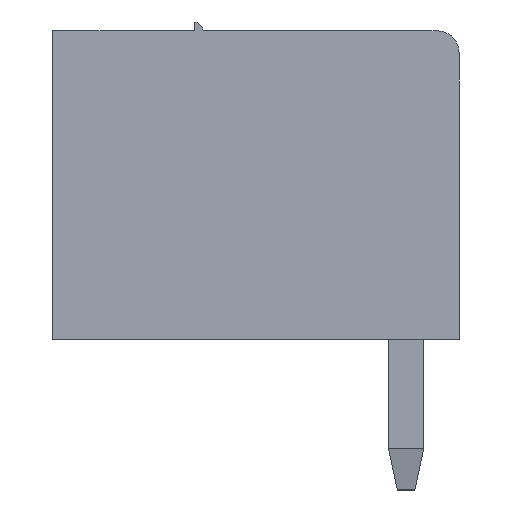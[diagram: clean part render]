
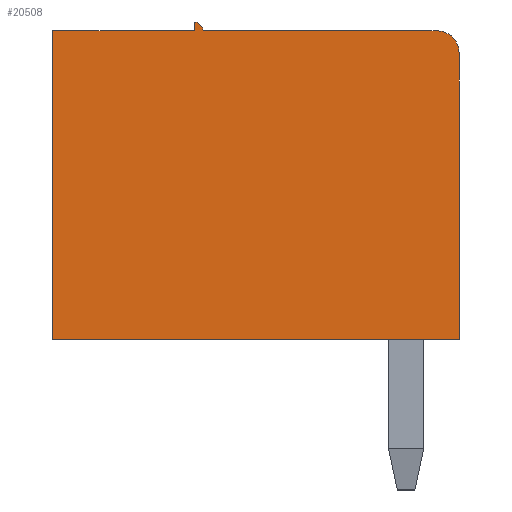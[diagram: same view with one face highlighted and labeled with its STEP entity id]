
A CAD part, left-side view. The second image highlights one B-rep face of the part: STEP entity #20508.
In plain terms, the highlighted planar face has unit normal (-1, 0, 0).
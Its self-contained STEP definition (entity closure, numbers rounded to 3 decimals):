
#376 = ORIENTED_EDGE ( 'NONE', *, *, #1134, .T. ) ;
#456 = CARTESIAN_POINT ( 'NONE',  ( 0., 0.5, 7. ) ) ;
#741 = ORIENTED_EDGE ( 'NONE', *, *, #35754, .T. ) ;
#1134 = EDGE_CURVE ( 'NONE', #5930, #12258, #22953, .T. ) ;
#1354 = VERTEX_POINT ( 'NONE', #456 ) ;
#1793 = ORIENTED_EDGE ( 'NONE', *, *, #8187, .F. ) ;
#1946 = CARTESIAN_POINT ( 'NONE',  ( 0., 9.2, 7. ) ) ;
#2091 = CARTESIAN_POINT ( 'NONE',  ( 0., 0., 7. ) ) ;
#2408 = ORIENTED_EDGE ( 'NONE', *, *, #38586, .F. ) ;
#2614 = CARTESIAN_POINT ( 'NONE',  ( 0., 0.5, 6.5 ) ) ;
#2915 = VECTOR ( 'NONE', #32186, 1000. ) ;
#3153 = DIRECTION ( 'NONE',  ( 1., 0., 0. ) ) ;
#3192 = LINE ( 'NONE', #15229, #33984 ) ;
#4106 = VECTOR ( 'NONE', #14733, 1000. ) ;
#4505 = CARTESIAN_POINT ( 'NONE',  ( 0., 6., 7.2 ) ) ;
#5930 = VERTEX_POINT ( 'NONE', #10812 ) ;
#6196 = EDGE_CURVE ( 'NONE', #39442, #5930, #17145, .T. ) ;
#6217 = DIRECTION ( 'NONE',  ( 0., 0., 1. ) ) ;
#6671 = ORIENTED_EDGE ( 'NONE', *, *, #6196, .T. ) ;
#8187 = EDGE_CURVE ( 'NONE', #11007, #1354, #31994, .T. ) ;
#8920 = CARTESIAN_POINT ( 'NONE',  ( 0., 9.2, 7. ) ) ;
#10128 = CARTESIAN_POINT ( 'NONE',  ( 0., 9.2, 0. ) ) ;
#10812 = CARTESIAN_POINT ( 'NONE',  ( 0., 0., 0. ) ) ;
#11007 = VERTEX_POINT ( 'NONE', #22005 ) ;
#12151 = VECTOR ( 'NONE', #17764, 1000. ) ;
#12258 = VERTEX_POINT ( 'NONE', #21840 ) ;
#13697 = AXIS2_PLACEMENT_3D ( 'NONE', #8920, #3153, #15356 ) ;
#14550 = CARTESIAN_POINT ( 'NONE',  ( 0., 9.2, 0. ) ) ;
#14733 = DIRECTION ( 'NONE',  ( 0., -1., 0. ) ) ;
#14901 = VECTOR ( 'NONE', #29420, 1000. ) ;
#15020 = VERTEX_POINT ( 'NONE', #39383 ) ;
#15229 = CARTESIAN_POINT ( 'NONE',  ( 0., 9.2, 7. ) ) ;
#15356 = DIRECTION ( 'NONE',  ( 0., 0., -1. ) ) ;
#16372 = EDGE_LOOP ( 'NONE', ( #376, #741, #1793, #16470, #32354, #35863, #2408, #6671 ) ) ;
#16431 = EDGE_CURVE ( 'NONE', #35176, #15020, #36126, .T. ) ;
#16470 = ORIENTED_EDGE ( 'NONE', *, *, #29133, .T. ) ;
#17093 = LINE ( 'NONE', #23130, #33655 ) ;
#17145 = LINE ( 'NONE', #14550, #4106 ) ;
#17764 = DIRECTION ( 'NONE',  ( 0., -1., 0. ) ) ;
#19406 = CIRCLE ( 'NONE', #20726, 0.5 ) ;
#20508 = ADVANCED_FACE ( 'NONE', ( #36361 ), #30684, .F. ) ;
#20726 = AXIS2_PLACEMENT_3D ( 'NONE', #2614, #27127, #39348 ) ;
#20738 = AXIS2_PLACEMENT_3D ( 'NONE', #36836, #24754, #6217 ) ;
#21840 = CARTESIAN_POINT ( 'NONE',  ( 0., 0., 6.5 ) ) ;
#22005 = CARTESIAN_POINT ( 'NONE',  ( 0., 5.8, 7. ) ) ;
#22953 = LINE ( 'NONE', #2091, #14901 ) ;
#23130 = CARTESIAN_POINT ( 'NONE',  ( 0., 6., 7. ) ) ;
#24575 = CARTESIAN_POINT ( 'NONE',  ( 0., 9.2, 7. ) ) ;
#24754 = DIRECTION ( 'NONE',  ( -1., 0., 0. ) ) ;
#26368 = CARTESIAN_POINT ( 'NONE',  ( 0., 9.2, 7. ) ) ;
#26383 = DIRECTION ( 'NONE',  ( 0., 0., -1. ) ) ;
#27127 = DIRECTION ( 'NONE',  ( -1., 0., 0. ) ) ;
#27527 = DIRECTION ( 'NONE',  ( 0., 0., 1. ) ) ;
#29133 = EDGE_CURVE ( 'NONE', #11007, #36811, #34871, .T. ) ;
#29420 = DIRECTION ( 'NONE',  ( 0., 0., 1. ) ) ;
#30684 = PLANE ( 'NONE',  #13697 ) ;
#31847 = EDGE_CURVE ( 'NONE', #36811, #15020, #17093, .T. ) ;
#31994 = LINE ( 'NONE', #26368, #2915 ) ;
#32186 = DIRECTION ( 'NONE',  ( 0., -1., 0. ) ) ;
#32354 = ORIENTED_EDGE ( 'NONE', *, *, #31847, .T. ) ;
#33655 = VECTOR ( 'NONE', #26383, 1000. ) ;
#33984 = VECTOR ( 'NONE', #27527, 1000. ) ;
#34871 = CIRCLE ( 'NONE', #20738, 0.2 ) ;
#35176 = VERTEX_POINT ( 'NONE', #24575 ) ;
#35754 = EDGE_CURVE ( 'NONE', #12258, #1354, #19406, .T. ) ;
#35863 = ORIENTED_EDGE ( 'NONE', *, *, #16431, .F. ) ;
#36126 = LINE ( 'NONE', #1946, #12151 ) ;
#36361 = FACE_OUTER_BOUND ( 'NONE', #16372, .T. ) ;
#36811 = VERTEX_POINT ( 'NONE', #4505 ) ;
#36836 = CARTESIAN_POINT ( 'NONE',  ( 0., 6., 7. ) ) ;
#38586 = EDGE_CURVE ( 'NONE', #39442, #35176, #3192, .T. ) ;
#39348 = DIRECTION ( 'NONE',  ( 0., 0., -1. ) ) ;
#39383 = CARTESIAN_POINT ( 'NONE',  ( 0., 6., 7. ) ) ;
#39442 = VERTEX_POINT ( 'NONE', #10128 ) ;
